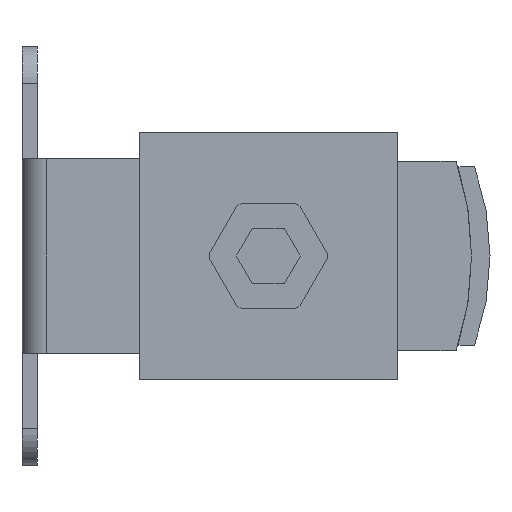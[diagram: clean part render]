
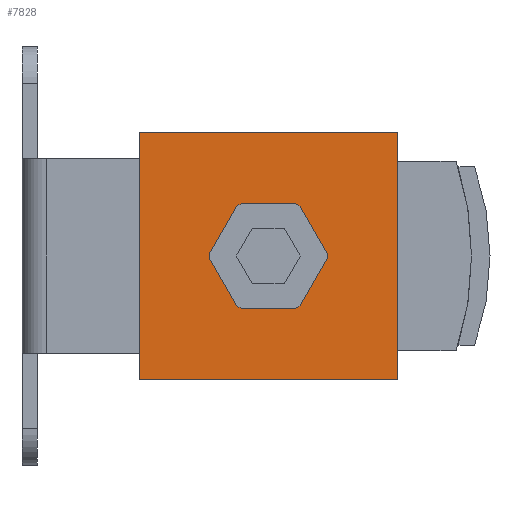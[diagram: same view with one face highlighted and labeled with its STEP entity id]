
A CAD part, front view. The second image highlights one B-rep face of the part: STEP entity #7828.
In plain terms, the highlighted planar face has unit normal (0, -1, 0).
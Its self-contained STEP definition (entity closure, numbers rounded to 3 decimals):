
#129=PLANE('',#8231);
#348=LINE('',#10388,#1008);
#454=LINE('',#10610,#1114);
#469=LINE('',#10648,#1129);
#513=LINE('',#10767,#1173);
#626=LINE('',#11059,#1286);
#627=LINE('',#11062,#1287);
#628=LINE('',#11064,#1288);
#629=LINE('',#11066,#1289);
#630=LINE('',#11068,#1290);
#631=LINE('',#11070,#1291);
#632=LINE('',#11072,#1292);
#633=LINE('',#11074,#1293);
#634=LINE('',#11076,#1294);
#635=LINE('',#11078,#1295);
#636=LINE('',#11080,#1296);
#637=LINE('',#11082,#1297);
#1008=VECTOR('',#8667,1000.);
#1114=VECTOR('',#8839,1000.);
#1129=VECTOR('',#8868,1000.);
#1173=VECTOR('',#8960,1000.);
#1286=VECTOR('',#9181,1000.);
#1287=VECTOR('',#9182,1000.);
#1288=VECTOR('',#9183,1000.);
#1289=VECTOR('',#9184,1000.);
#1290=VECTOR('',#9185,1000.);
#1291=VECTOR('',#9186,1000.);
#1292=VECTOR('',#9187,1000.);
#1293=VECTOR('',#9188,1000.);
#1294=VECTOR('',#9189,1000.);
#1295=VECTOR('',#9190,1000.);
#1296=VECTOR('',#9191,1000.);
#1297=VECTOR('',#9192,1000.);
#2182=ORIENTED_EDGE('',*,*,#3434,.F.);
#2183=ORIENTED_EDGE('',*,*,#3548,.F.);
#2184=ORIENTED_EDGE('',*,*,#3627,.F.);
#2185=ORIENTED_EDGE('',*,*,#3568,.F.);
#2186=ORIENTED_EDGE('',*,*,#3774,.F.);
#2187=ORIENTED_EDGE('',*,*,#3775,.F.);
#2188=ORIENTED_EDGE('',*,*,#3776,.F.);
#2189=ORIENTED_EDGE('',*,*,#3777,.F.);
#2190=ORIENTED_EDGE('',*,*,#3778,.F.);
#2191=ORIENTED_EDGE('',*,*,#3779,.F.);
#2192=ORIENTED_EDGE('',*,*,#3780,.F.);
#2193=ORIENTED_EDGE('',*,*,#3781,.F.);
#2194=ORIENTED_EDGE('',*,*,#3782,.F.);
#2195=ORIENTED_EDGE('',*,*,#3783,.F.);
#2196=ORIENTED_EDGE('',*,*,#3784,.F.);
#2197=ORIENTED_EDGE('',*,*,#3785,.F.);
#3434=EDGE_CURVE('',#4291,#4292,#348,.T.);
#3548=EDGE_CURVE('',#4374,#4291,#454,.T.);
#3568=EDGE_CURVE('',#4292,#4391,#469,.T.);
#3627=EDGE_CURVE('',#4391,#4374,#513,.T.);
#3774=EDGE_CURVE('',#4567,#4568,#626,.T.);
#3775=EDGE_CURVE('',#4569,#4567,#627,.T.);
#3776=EDGE_CURVE('',#4570,#4569,#628,.T.);
#3777=EDGE_CURVE('',#4571,#4570,#629,.T.);
#3778=EDGE_CURVE('',#4572,#4571,#630,.T.);
#3779=EDGE_CURVE('',#4573,#4572,#631,.T.);
#3780=EDGE_CURVE('',#4574,#4573,#632,.T.);
#3781=EDGE_CURVE('',#4575,#4574,#633,.T.);
#3782=EDGE_CURVE('',#4576,#4575,#634,.T.);
#3783=EDGE_CURVE('',#4577,#4576,#635,.T.);
#3784=EDGE_CURVE('',#4578,#4577,#636,.T.);
#3785=EDGE_CURVE('',#4568,#4578,#637,.T.);
#4291=VERTEX_POINT('',#10387);
#4292=VERTEX_POINT('',#10389);
#4374=VERTEX_POINT('',#10609);
#4391=VERTEX_POINT('',#10649);
#4567=VERTEX_POINT('',#11060);
#4568=VERTEX_POINT('',#11061);
#4569=VERTEX_POINT('',#11063);
#4570=VERTEX_POINT('',#11065);
#4571=VERTEX_POINT('',#11067);
#4572=VERTEX_POINT('',#11069);
#4573=VERTEX_POINT('',#11071);
#4574=VERTEX_POINT('',#11073);
#4575=VERTEX_POINT('',#11075);
#4576=VERTEX_POINT('',#11077);
#4577=VERTEX_POINT('',#11079);
#4578=VERTEX_POINT('',#11081);
#5044=EDGE_LOOP('',(#2182,#2183,#2184,#2185));
#5045=EDGE_LOOP('',(#2186,#2187,#2188,#2189,#2190,#2191,#2192,#2193,#2194,
#2195,#2196,#2197));
#5409=FACE_BOUND('',#5044,.T.);
#5410=FACE_BOUND('',#5045,.T.);
#7828=ADVANCED_FACE('',(#5409,#5410),#129,.F.);
#8231=AXIS2_PLACEMENT_3D('',#11058,#9179,#9180);
#8667=DIRECTION('',(0.,0.,1.));
#8839=DIRECTION('',(-1.,0.,0.));
#8868=DIRECTION('',(1.,0.,0.));
#8960=DIRECTION('',(0.,0.,-1.));
#9179=DIRECTION('',(0.,1.,0.));
#9180=DIRECTION('',(0.,0.,1.));
#9181=DIRECTION('',(0.,0.,-1.));
#9182=DIRECTION('',(-0.5,0.,-0.866));
#9183=DIRECTION('',(-0.866,0.,-0.5));
#9184=DIRECTION('',(-1.,0.,0.));
#9185=DIRECTION('',(-0.866,0.,0.5));
#9186=DIRECTION('',(-0.5,0.,0.866));
#9187=DIRECTION('',(0.,0.,1.));
#9188=DIRECTION('',(0.5,0.,0.866));
#9189=DIRECTION('',(0.866,0.,0.5));
#9190=DIRECTION('',(1.,0.,0.));
#9191=DIRECTION('',(0.866,0.,-0.5));
#9192=DIRECTION('',(0.5,0.,-0.866));
#10387=CARTESIAN_POINT('',(-21.,-31.5,-20.1));
#10388=CARTESIAN_POINT('',(-21.,-31.5,-20.1));
#10389=CARTESIAN_POINT('',(-21.,-31.5,20.1));
#10609=CARTESIAN_POINT('',(21.,-31.5,-20.1));
#10610=CARTESIAN_POINT('',(21.,-31.5,-20.1));
#10648=CARTESIAN_POINT('',(-21.,-31.5,20.1));
#10649=CARTESIAN_POINT('',(21.,-31.5,20.1));
#10767=CARTESIAN_POINT('',(21.,-31.5,20.1));
#11058=CARTESIAN_POINT('',(0.,-31.5,0.));
#11059=CARTESIAN_POINT('',(-9.565,-31.5,0.));
#11060=CARTESIAN_POINT('',(-9.565,-31.5,0.433));
#11061=CARTESIAN_POINT('',(-9.565,-31.5,-0.433));
#11062=CARTESIAN_POINT('',(-7.361,-31.5,4.25));
#11063=CARTESIAN_POINT('',(-5.157,-31.5,8.067));
#11064=CARTESIAN_POINT('',(-4.782,-31.5,8.283));
#11065=CARTESIAN_POINT('',(-4.407,-31.5,8.5));
#11066=CARTESIAN_POINT('',(0.,-31.5,8.5));
#11067=CARTESIAN_POINT('',(4.407,-31.5,8.5));
#11068=CARTESIAN_POINT('',(4.782,-31.5,8.283));
#11069=CARTESIAN_POINT('',(5.157,-31.5,8.067));
#11070=CARTESIAN_POINT('',(7.361,-31.5,4.25));
#11071=CARTESIAN_POINT('',(9.565,-31.5,0.433));
#11072=CARTESIAN_POINT('',(9.565,-31.5,0.));
#11073=CARTESIAN_POINT('',(9.565,-31.5,-0.433));
#11074=CARTESIAN_POINT('',(7.361,-31.5,-4.25));
#11075=CARTESIAN_POINT('',(5.157,-31.5,-8.067));
#11076=CARTESIAN_POINT('',(4.782,-31.5,-8.283));
#11077=CARTESIAN_POINT('',(4.407,-31.5,-8.5));
#11078=CARTESIAN_POINT('',(0.,-31.5,-8.5));
#11079=CARTESIAN_POINT('',(-4.407,-31.5,-8.5));
#11080=CARTESIAN_POINT('',(-4.782,-31.5,-8.283));
#11081=CARTESIAN_POINT('',(-5.157,-31.5,-8.067));
#11082=CARTESIAN_POINT('',(-7.361,-31.5,-4.25));
